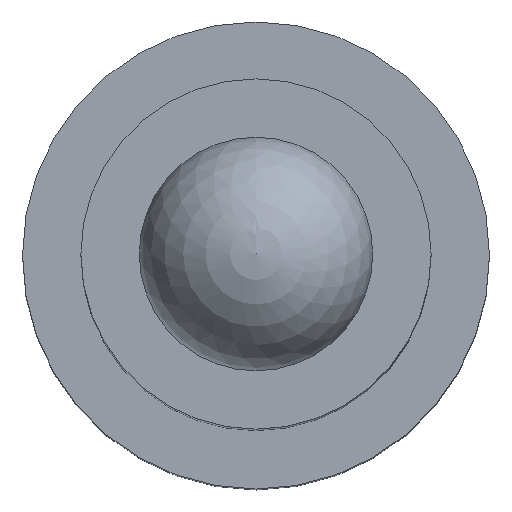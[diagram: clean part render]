
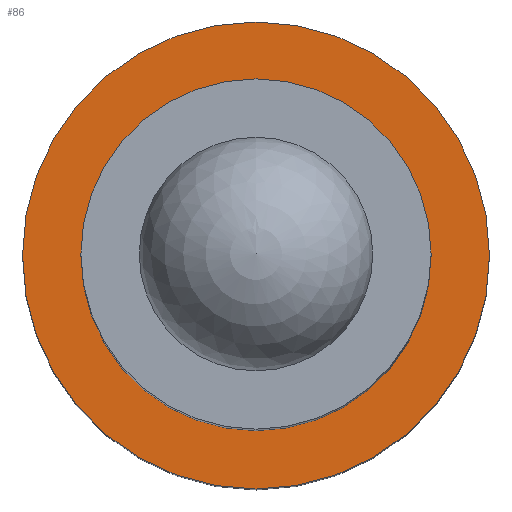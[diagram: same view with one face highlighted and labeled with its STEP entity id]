
A CAD part, top view. The second image highlights one B-rep face of the part: STEP entity #86.
In plain terms, the highlighted planar face has unit normal (0, 0, 1).
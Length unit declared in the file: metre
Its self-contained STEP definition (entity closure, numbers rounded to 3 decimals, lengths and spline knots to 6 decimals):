
#14=PLANE('',#111);
#23=ORIENTED_EDGE('',*,*,#35,.T.);
#24=ORIENTED_EDGE('',*,*,#34,.F.);
#34=EDGE_CURVE('',#41,#41,#48,.T.);
#35=EDGE_CURVE('',#42,#42,#49,.T.);
#41=VERTEX_POINT('',#162);
#42=VERTEX_POINT('',#165);
#48=CIRCLE('',#110,0.001);
#49=CIRCLE('',#112,0.00075);
#58=EDGE_LOOP('',(#23));
#59=EDGE_LOOP('',(#24));
#72=FACE_BOUND('',#58,.T.);
#73=FACE_BOUND('',#59,.T.);
#86=ADVANCED_FACE('',(#72,#73),#14,.T.);
#110=AXIS2_PLACEMENT_3D('',#161,#133,#134);
#111=AXIS2_PLACEMENT_3D('',#163,#135,#136);
#112=AXIS2_PLACEMENT_3D('',#164,#137,#138);
#133=DIRECTION('',(0.,0.,-1.));
#134=DIRECTION('',(0.,1.,0.));
#135=DIRECTION('',(0.,0.,1.));
#136=DIRECTION('',(0.,-1.,0.));
#137=DIRECTION('',(0.,0.,-1.));
#138=DIRECTION('',(0.,1.,0.));
#161=CARTESIAN_POINT('',(0.,0.,0.0024));
#162=CARTESIAN_POINT('',(0.,0.001,0.0024));
#163=CARTESIAN_POINT('',(0.,0.000875,0.0024));
#164=CARTESIAN_POINT('',(0.,0.,0.0024));
#165=CARTESIAN_POINT('',(0.,0.00075,0.0024));
